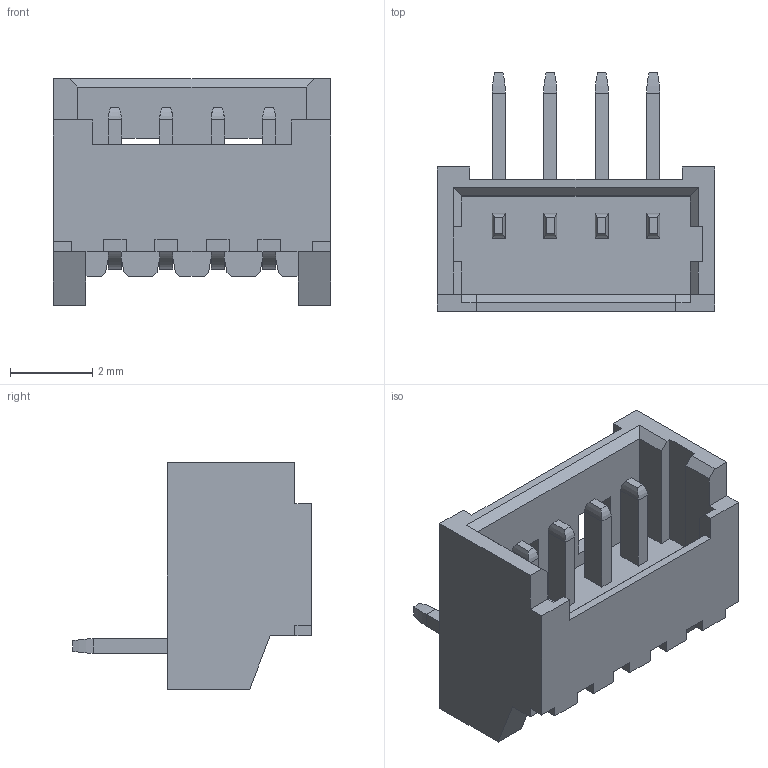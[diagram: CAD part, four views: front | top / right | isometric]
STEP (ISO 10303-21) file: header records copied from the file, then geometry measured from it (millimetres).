
FILE_DESCRIPTION((''),'2;1');
FILE_NAME('530480410','2013-12-04T',('me'),(''),'PRO/ENGINEER BY PARAMETRIC TECHNOLOGY CORPORATION, 2011490','PRO/ENGINEER BY PARAMETRIC TECHNOLOGY CORPORATION, 2011490','');
FILE_SCHEMA(('CONFIG_CONTROL_DESIGN'));
Length unit declared in the file: millimetre
Products named in the file (1): 530480410
Bounding box: 6.75 x 5.8 x 5.5 mm (x, y, z)
Volume: 56.6 mm3; surface area: 216.5 mm2
Topology: 1 solids, 1 shells, 182 faces, 484 edges, 308 vertices
Faces by surface type: plane 146, bspline 32, cylinder 4
Entity records: 6335 total; most frequent: CARTESIAN_POINT 1927, ORIENTED_EDGE 952, DIRECTION 778, EDGE_CURVE 476, VECTOR 428, LINE 428, VERTEX_POINT 300, EDGE_LOOP 190
